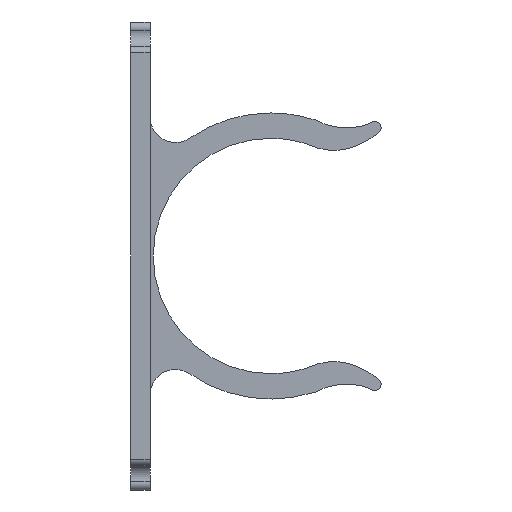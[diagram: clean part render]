
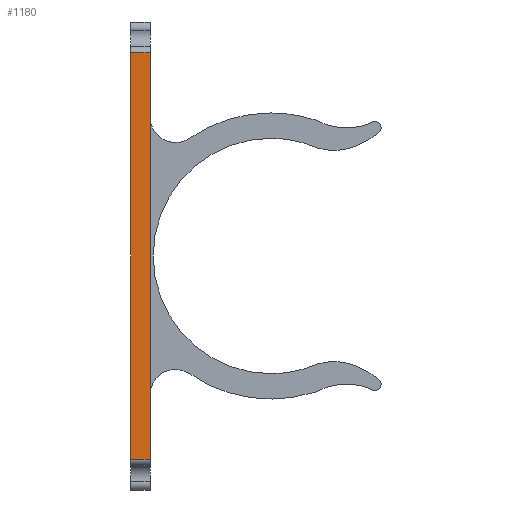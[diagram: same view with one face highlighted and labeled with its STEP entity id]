
A CAD part, left-side view. The second image highlights one B-rep face of the part: STEP entity #1180.
In plain terms, the highlighted planar face has unit normal (-1, 0, 0).
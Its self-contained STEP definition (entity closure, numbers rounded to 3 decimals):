
#72 = VECTOR ( 'NONE', #1991, 1000. ) ;
#74 = CARTESIAN_POINT ( 'NONE',  ( 0., 0., -2.414 ) ) ;
#75 = EDGE_CURVE ( 'NONE', #1820, #1601, #394, .T. ) ;
#117 = CARTESIAN_POINT ( 'NONE',  ( 0., 1.5, -34.386 ) ) ;
#212 = ORIENTED_EDGE ( 'NONE', *, *, #315, .F. ) ;
#249 = DIRECTION ( 'NONE',  ( 1., 0., 0. ) ) ;
#315 = EDGE_CURVE ( 'NONE', #704, #1601, #1720, .T. ) ;
#394 = LINE ( 'NONE', #1771, #1155 ) ;
#444 = VERTEX_POINT ( 'NONE', #811 ) ;
#675 = LINE ( 'NONE', #117, #748 ) ;
#697 = EDGE_CURVE ( 'NONE', #444, #704, #1444, .T. ) ;
#704 = VERTEX_POINT ( 'NONE', #1646 ) ;
#715 = CARTESIAN_POINT ( 'NONE',  ( 0., 1.5, -2.414 ) ) ;
#729 = CARTESIAN_POINT ( 'NONE',  ( 0., 1.5, -2.414 ) ) ;
#748 = VECTOR ( 'NONE', #1671, 1000. ) ;
#811 = CARTESIAN_POINT ( 'NONE',  ( 0., 1.5, -34.386 ) ) ;
#880 = PLANE ( 'NONE',  #1116 ) ;
#1115 = ORIENTED_EDGE ( 'NONE', *, *, #1289, .T. ) ;
#1116 = AXIS2_PLACEMENT_3D ( 'NONE', #715, #249, #1938 ) ;
#1155 = VECTOR ( 'NONE', #1962, 1000. ) ;
#1180 = ADVANCED_FACE ( 'NONE', ( #1394 ), #880, .F. ) ;
#1289 = EDGE_CURVE ( 'NONE', #444, #1820, #675, .T. ) ;
#1345 = DIRECTION ( 'NONE',  ( 0., 0., 1. ) ) ;
#1394 = FACE_OUTER_BOUND ( 'NONE', #1420, .T. ) ;
#1420 = EDGE_LOOP ( 'NONE', ( #1451, #212, #1530, #1115 ) ) ;
#1444 = LINE ( 'NONE', #729, #1587 ) ;
#1451 = ORIENTED_EDGE ( 'NONE', *, *, #75, .T. ) ;
#1530 = ORIENTED_EDGE ( 'NONE', *, *, #697, .F. ) ;
#1535 = CARTESIAN_POINT ( 'NONE',  ( 0., 1.5, -2.414 ) ) ;
#1587 = VECTOR ( 'NONE', #1345, 1000. ) ;
#1601 = VERTEX_POINT ( 'NONE', #74 ) ;
#1646 = CARTESIAN_POINT ( 'NONE',  ( 0., 1.5, -2.414 ) ) ;
#1671 = DIRECTION ( 'NONE',  ( 0., -1., 0. ) ) ;
#1720 = LINE ( 'NONE', #1535, #72 ) ;
#1771 = CARTESIAN_POINT ( 'NONE',  ( 0., 0., -2.414 ) ) ;
#1820 = VERTEX_POINT ( 'NONE', #1855 ) ;
#1855 = CARTESIAN_POINT ( 'NONE',  ( 0., 0., -34.386 ) ) ;
#1938 = DIRECTION ( 'NONE',  ( 0., 0., -1. ) ) ;
#1962 = DIRECTION ( 'NONE',  ( 0., 0., 1. ) ) ;
#1991 = DIRECTION ( 'NONE',  ( 0., -1., 0. ) ) ;
